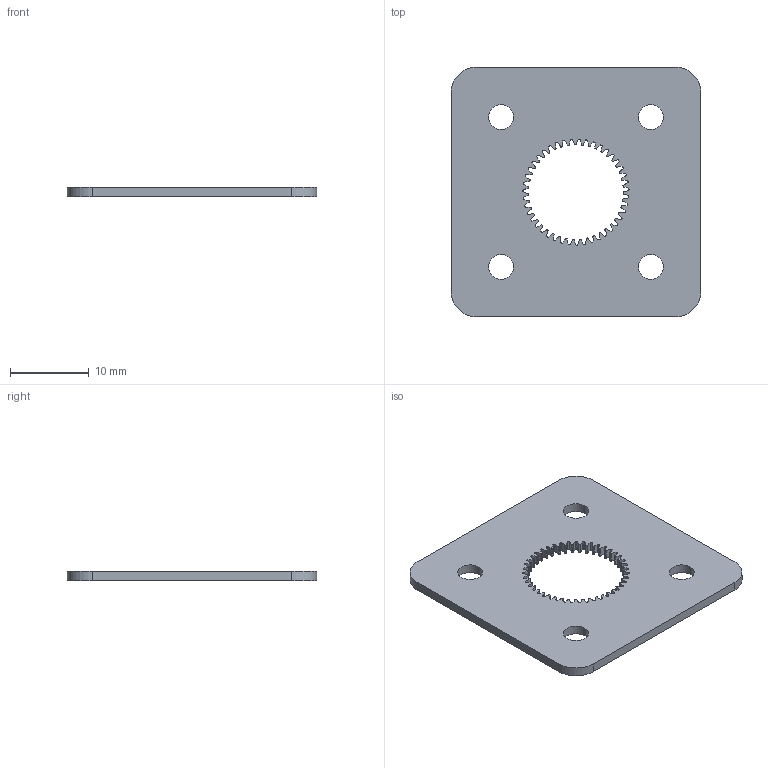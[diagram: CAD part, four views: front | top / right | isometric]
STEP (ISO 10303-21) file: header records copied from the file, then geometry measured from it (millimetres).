
FILE_DESCRIPTION (( 'STEP AP203' ), '1' );
FILE_NAME ('Gear_2_Large_EDM_Inserts.STEP', '2017-01-12T01:30:23', ( '' ), ( '' ), 'SwSTEP 2.0', 'SolidWorks 2016', '' );
FILE_SCHEMA (( 'CONFIG_CONTROL_DESIGN' ));
Length unit declared in the file: millimetre
Products named in the file (1): Gear_2_Large_EDM_Inserts
Bounding box: 31.75 x 31.75 x 1.2 mm (x, y, z)
Volume: 1006.3 mm3; surface area: 1971.7 mm2
Topology: 1 solids, 1 shells, 398 faces, 1188 edges, 792 vertices
Faces by surface type: cylinder 306, bspline 86, plane 6
Entity records: 17499 total; most frequent: CARTESIAN_POINT 6679, ORIENTED_EDGE 2376, DIRECTION 2254, EDGE_CURVE 1188, AXIS2_PLACEMENT_3D 925, VERTEX_POINT 792, CIRCLE 612, EDGE_LOOP 408
